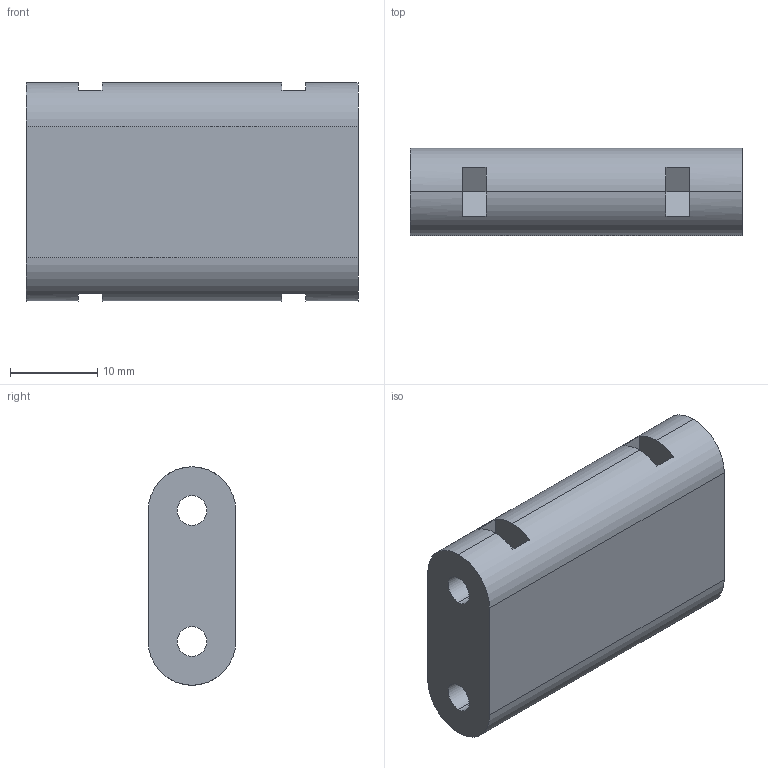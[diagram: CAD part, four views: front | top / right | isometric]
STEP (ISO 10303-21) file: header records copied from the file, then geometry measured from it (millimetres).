
FILE_DESCRIPTION (( 'STEP AP214' ), '1' );
FILE_NAME ('gripper_gear_middle.STEP', '2025-05-27T14:01:24', ( '' ), ( '' ), 'SwSTEP 2.0', 'SolidWorks 2025', '' );
FILE_SCHEMA (( 'AUTOMOTIVE_DESIGN' ));
Length unit declared in the file: millimetre
Products named in the file (1): gripper_gear_middle_stick
Bounding box: 38 x 10 x 25 mm (x, y, z)
Volume: 7660.1 mm3; surface area: 3828.7 mm2
Topology: 1 solids, 1 shells, 43 faces, 117 edges, 78 vertices
Faces by surface type: plane 28, cylinder 15
Entity records: 1420 total; most frequent: DIRECTION 247, CARTESIAN_POINT 239, ORIENTED_EDGE 234, EDGE_CURVE 117, AXIS2_PLACEMENT_3D 86, VERTEX_POINT 78, LINE 75, VECTOR 75
